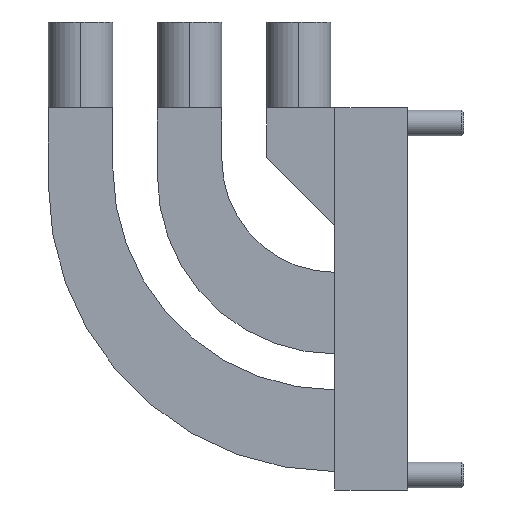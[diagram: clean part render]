
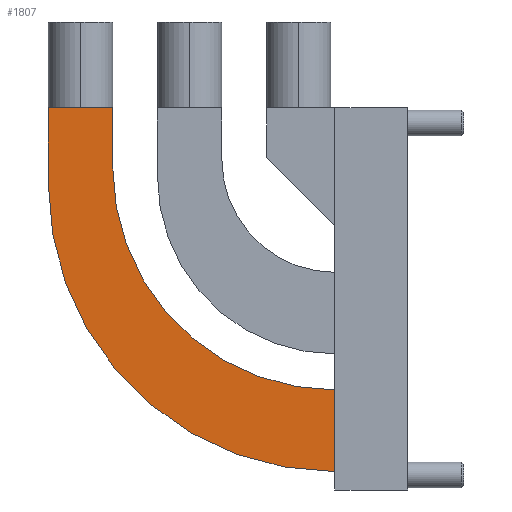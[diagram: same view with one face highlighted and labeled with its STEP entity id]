
A CAD part, left-side view. The second image highlights one B-rep face of the part: STEP entity #1807.
In plain terms, the highlighted planar face has unit normal (-1, 0, 0).
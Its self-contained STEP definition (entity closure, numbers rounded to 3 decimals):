
#11 = ORIENTED_EDGE ( 'NONE', *, *, #13, .F. ) ;
#12 = LINE ( 'NONE', #265, #783 ) ;
#13 = EDGE_CURVE ( 'NONE', #1466, #1216, #617, .T. ) ;
#17 = CARTESIAN_POINT ( 'NONE',  ( -1.5, 3.4, -10.04 ) ) ;
#25 = CARTESIAN_POINT ( 'NONE',  ( -1.5, 3.4, -6.24 ) ) ;
#135 = CARTESIAN_POINT ( 'NONE',  ( -1.5, 3.4, 4.1 ) ) ;
#156 = CARTESIAN_POINT ( 'NONE',  ( -1.5, 13.74, 6.9 ) ) ;
#164 = ORIENTED_EDGE ( 'NONE', *, *, #211, .F. ) ;
#211 = EDGE_CURVE ( 'NONE', #1216, #1433, #1733, .T. ) ;
#241 = VECTOR ( 'NONE', #1312, 1000. ) ;
#265 = CARTESIAN_POINT ( 'NONE',  ( -1.5, 3.4, -6.24 ) ) ;
#267 = DIRECTION ( 'NONE',  ( 1., 0., 0. ) ) ;
#286 = EDGE_LOOP ( 'NONE', ( #11, #1642, #1627, #915, #1564, #792, #164 ) ) ;
#375 = AXIS2_PLACEMENT_3D ( 'NONE', #424, #1690, #837 ) ;
#417 = CARTESIAN_POINT ( 'NONE',  ( -1.5, 16.74, 6.9 ) ) ;
#424 = CARTESIAN_POINT ( 'NONE',  ( -1.5, 3.4, 3.3 ) ) ;
#445 = CARTESIAN_POINT ( 'NONE',  ( -1.5, 13.74, 4.1 ) ) ;
#531 = CARTESIAN_POINT ( 'NONE',  ( -1.5, 3.4, 4.1 ) ) ;
#553 = DIRECTION ( 'NONE',  ( 0., 0., -1. ) ) ;
#603 = VERTEX_POINT ( 'NONE', #1497 ) ;
#617 = LINE ( 'NONE', #1030, #241 ) ;
#704 = AXIS2_PLACEMENT_3D ( 'NONE', #531, #267, #553 ) ;
#712 = EDGE_CURVE ( 'NONE', #863, #603, #1168, .T. ) ;
#735 = CARTESIAN_POINT ( 'NONE',  ( -1.5, 16.74, 6.9 ) ) ;
#740 = FACE_OUTER_BOUND ( 'NONE', #286, .T. ) ;
#783 = VECTOR ( 'NONE', #1679, 1000. ) ;
#787 = VECTOR ( 'NONE', #1161, 1000. ) ;
#792 = ORIENTED_EDGE ( 'NONE', *, *, #931, .F. ) ;
#796 = EDGE_CURVE ( 'NONE', #1648, #1811, #1414, .T. ) ;
#837 = DIRECTION ( 'NONE',  ( 0., 0., 1. ) ) ;
#863 = VERTEX_POINT ( 'NONE', #17 ) ;
#915 = ORIENTED_EDGE ( 'NONE', *, *, #1088, .F. ) ;
#931 = EDGE_CURVE ( 'NONE', #1433, #1648, #1478, .T. ) ;
#941 = VECTOR ( 'NONE', #1153, 1000. ) ;
#1030 = CARTESIAN_POINT ( 'NONE',  ( -1.5, 16.74, 6.9 ) ) ;
#1088 = EDGE_CURVE ( 'NONE', #1811, #863, #12, .T. ) ;
#1131 = DIRECTION ( 'NONE',  ( 0., 0., -1. ) ) ;
#1137 = CARTESIAN_POINT ( 'NONE',  ( -1.5, 13.74, 6.9 ) ) ;
#1153 = DIRECTION ( 'NONE',  ( 0., 0., -1. ) ) ;
#1161 = DIRECTION ( 'NONE',  ( 0., -1., 0. ) ) ;
#1168 = CIRCLE ( 'NONE', #375, 13.34 ) ;
#1216 = VERTEX_POINT ( 'NONE', #1552 ) ;
#1312 = DIRECTION ( 'NONE',  ( 0., -1., 0. ) ) ;
#1349 = VECTOR ( 'NONE', #1620, 1000. ) ;
#1391 = LINE ( 'NONE', #735, #1349 ) ;
#1414 = CIRCLE ( 'NONE', #1426, 10.34 ) ;
#1426 = AXIS2_PLACEMENT_3D ( 'NONE', #135, #1694, #1131 ) ;
#1433 = VERTEX_POINT ( 'NONE', #1137 ) ;
#1466 = VERTEX_POINT ( 'NONE', #417 ) ;
#1478 = LINE ( 'NONE', #156, #941 ) ;
#1480 = PLANE ( 'NONE',  #704 ) ;
#1497 = CARTESIAN_POINT ( 'NONE',  ( -1.5, 16.74, 3.3 ) ) ;
#1552 = CARTESIAN_POINT ( 'NONE',  ( -1.5, 15.24, 6.9 ) ) ;
#1564 = ORIENTED_EDGE ( 'NONE', *, *, #796, .F. ) ;
#1582 = CARTESIAN_POINT ( 'NONE',  ( -1.5, 16.74, 6.9 ) ) ;
#1620 = DIRECTION ( 'NONE',  ( 0., 0., 1. ) ) ;
#1627 = ORIENTED_EDGE ( 'NONE', *, *, #712, .F. ) ;
#1642 = ORIENTED_EDGE ( 'NONE', *, *, #1793, .F. ) ;
#1648 = VERTEX_POINT ( 'NONE', #445 ) ;
#1679 = DIRECTION ( 'NONE',  ( 0., 0., -1. ) ) ;
#1690 = DIRECTION ( 'NONE',  ( 1., 0., 0. ) ) ;
#1694 = DIRECTION ( 'NONE',  ( -1., 0., 0. ) ) ;
#1733 = LINE ( 'NONE', #1582, #787 ) ;
#1793 = EDGE_CURVE ( 'NONE', #603, #1466, #1391, .T. ) ;
#1807 = ADVANCED_FACE ( 'NONE', ( #740 ), #1480, .F. ) ;
#1811 = VERTEX_POINT ( 'NONE', #25 ) ;
